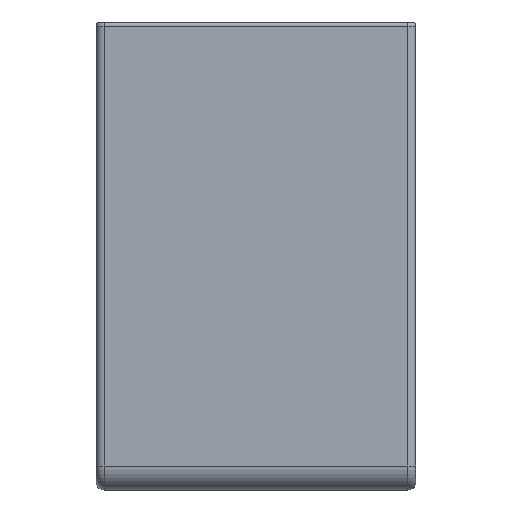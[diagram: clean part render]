
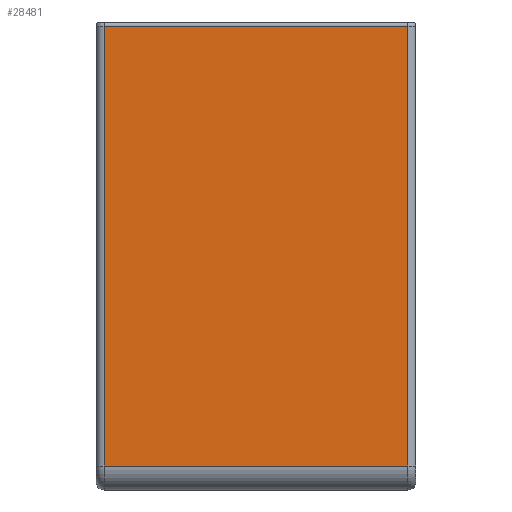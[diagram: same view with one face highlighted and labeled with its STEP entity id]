
A CAD part, left-side view. The second image highlights one B-rep face of the part: STEP entity #28481.
In plain terms, the highlighted planar face has unit normal (-1, 0, 0).
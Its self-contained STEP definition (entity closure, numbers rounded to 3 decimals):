
#9733=DIRECTION('',(0.,-1.,0.));
#9734=VECTOR('',#9733,38.);
#9735=CARTESIAN_POINT('',(-75.,39.,58.));
#9736=LINE('',#9735,#9734);
#9737=DIRECTION('',(0.,0.,-1.));
#9738=VECTOR('',#9737,55.);
#9739=CARTESIAN_POINT('',(-75.,1.,58.));
#9740=LINE('',#9739,#9738);
#9741=DIRECTION('',(0.,1.,0.));
#9742=VECTOR('',#9741,38.);
#9743=CARTESIAN_POINT('',(-75.,1.,3.));
#9744=LINE('',#9743,#9742);
#9745=DIRECTION('',(0.,0.,1.));
#9746=VECTOR('',#9745,55.);
#9747=CARTESIAN_POINT('',(-75.,39.,3.));
#9748=LINE('',#9747,#9746);
#12066=CARTESIAN_POINT('',(-75.,1.,3.));
#12067=VERTEX_POINT('',#12066);
#12080=CARTESIAN_POINT('',(-75.,39.,3.));
#12081=VERTEX_POINT('',#12080);
#13928=CARTESIAN_POINT('',(-75.,1.,58.));
#13929=VERTEX_POINT('',#13928);
#13932=CARTESIAN_POINT('',(-75.,39.,58.));
#13933=VERTEX_POINT('',#13932);
#28470=CARTESIAN_POINT('',(-75.,40.,0.));
#28471=DIRECTION('',(-1.,0.,0.));
#28472=DIRECTION('',(0.,-1.,0.));
#28473=AXIS2_PLACEMENT_3D('',#28470,#28471,#28472);
#28474=PLANE('',#28473);
#28475=ORIENTED_EDGE('',*,*,#17090,.T.);
#28476=ORIENTED_EDGE('',*,*,#28439,.T.);
#28477=ORIENTED_EDGE('',*,*,#28465,.T.);
#28478=ORIENTED_EDGE('',*,*,#17049,.T.);
#28479=EDGE_LOOP('',(#28475,#28476,#28477,#28478));
#28480=FACE_OUTER_BOUND('',#28479,.F.);
#28481=ADVANCED_FACE('',(#28480),#28474,.T.);
#17049=EDGE_CURVE('',#12081,#13933,#9748,.T.);
#17090=EDGE_CURVE('',#13933,#13929,#9736,.T.);
#28439=EDGE_CURVE('',#13929,#12067,#9740,.T.);
#28465=EDGE_CURVE('',#12067,#12081,#9744,.T.);
